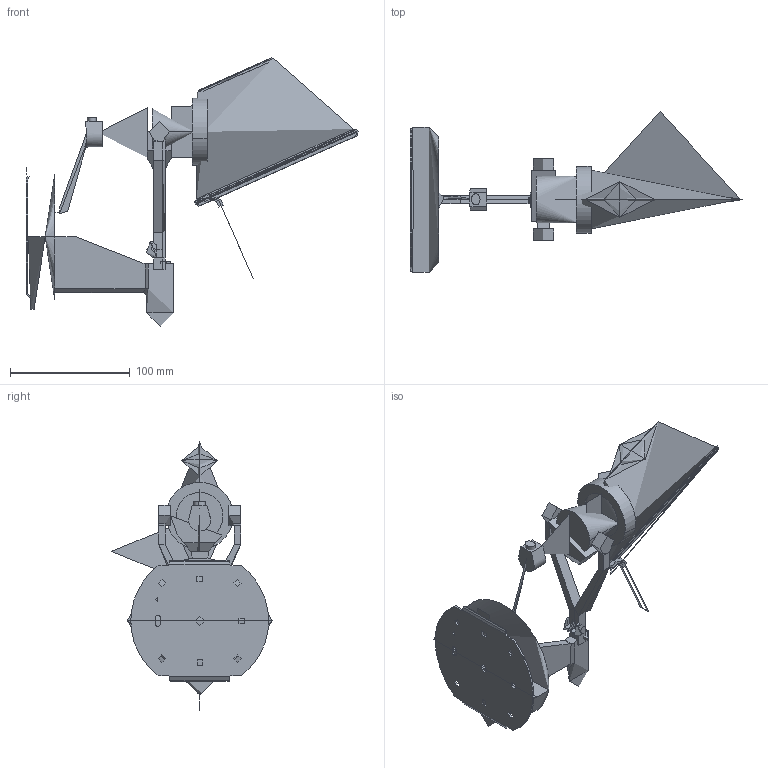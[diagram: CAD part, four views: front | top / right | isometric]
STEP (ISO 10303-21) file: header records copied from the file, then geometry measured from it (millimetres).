
FILE_DESCRIPTION(/* description */ (''),/* implementation_level */ '2;1');
FILE_NAME(/* name */ 'Tolomeo_Faretto_3D',/* time_stamp */ '2011-12-23T11:58:27+01:00',/* author */ (''),/* organization */ (''),/* preprocessor_version */ 'ST-DEVELOPER v10',/* originating_system */ '',/* authorisation */ '');
FILE_SCHEMA (('CONFIG_CONTROL_DESIGN'));
Length unit declared in the file: millimetre
Products named in the file (1): 1
Bounding box: 277.03 x 134.03 x 223.84 mm (x, y, z)
Volume: 50338.5 mm3; surface area: 141370.2 mm2
Topology: 8 solids, 24 shells, 309 faces, 817 edges, 523 vertices
Faces by surface type: bspline 228, plane 81
Entity records: 11813 total; most frequent: CARTESIAN_POINT 7197, ORIENTED_EDGE 1504, EDGE_CURVE 808, VERTEX_POINT 523, EDGE_LOOP 341, B_SPLINE_CURVE_WITH_KNOTS 333, ADVANCED_FACE 309, FACE_OUTER_BOUND 309
